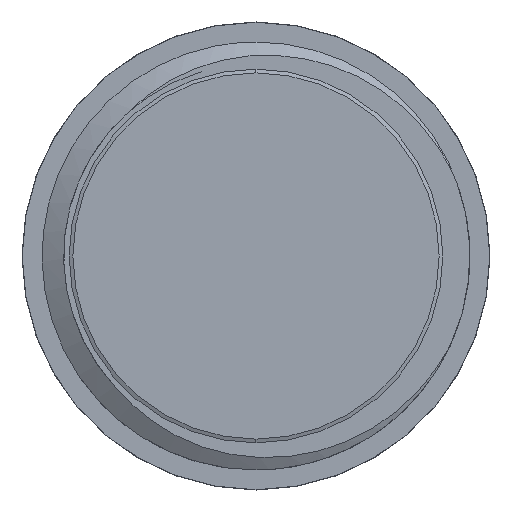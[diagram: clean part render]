
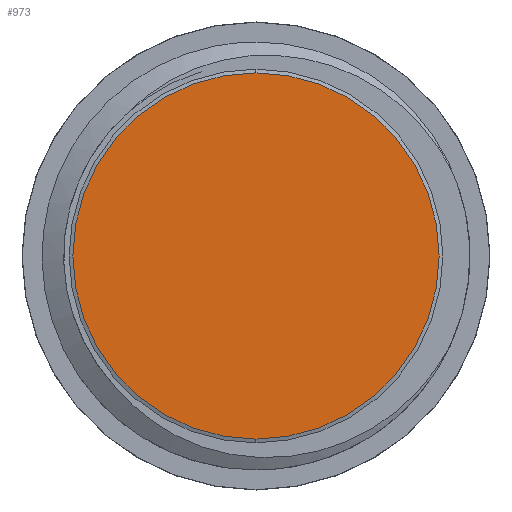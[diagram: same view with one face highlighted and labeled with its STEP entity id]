
A CAD part, left-side view. The second image highlights one B-rep face of the part: STEP entity #973.
In plain terms, the highlighted planar face has unit normal (-1, 0, 0).
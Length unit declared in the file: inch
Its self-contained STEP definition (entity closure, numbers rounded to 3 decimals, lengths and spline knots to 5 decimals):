
#142 = CIRCLE ( 'NONE', #7009, 0.26961 ) ;
#336 = EDGE_CURVE ( 'Defeatured_0_34+Defeatured_0_45+Defeatured_0_45+Defeatured_0_45', #837, #2589, #5374, .T. ) ;
#359 = CARTESIAN_POINT ( 'NONE',  ( -0.36205, 0.65851, 1.43914 ) ) ;
#502 = PLANE ( 'NONE',  #1293 ) ;
#837 = VERTEX_POINT ( 'NONE', #359 ) ;
#857 = CARTESIAN_POINT ( 'NONE',  ( -0.36205, 0.65851, 1.16954 ) ) ;
#948 = CARTESIAN_POINT ( 'NONE',  ( -0.36205, 0.65851, 1.16954 ) ) ;
#973 = ADVANCED_FACE ( 'Defeatured_0_34', ( #5609 ), #502, .F. ) ;
#1293 = AXIS2_PLACEMENT_3D ( 'NONE', #4938, #6150, #5496 ) ;
#1337 = EDGE_CURVE ( 'Defeatured_0_34+Defeatured_0_45+Defeatured_0_45+Defeatured_0_45', #2589, #837, #142, .T. ) ;
#2589 = VERTEX_POINT ( 'NONE', #3284 ) ;
#2850 = EDGE_LOOP ( 'NONE', ( #4307, #7021 ) ) ;
#3161 = DIRECTION ( 'NONE',  ( 0., 0., -1. ) ) ;
#3284 = CARTESIAN_POINT ( 'NONE',  ( -0.36205, 0.65851, 0.89993 ) ) ;
#4307 = ORIENTED_EDGE ( 'NONE', *, *, #1337, .T. ) ;
#4368 = DIRECTION ( 'NONE',  ( -1., 0., 0. ) ) ;
#4549 = AXIS2_PLACEMENT_3D ( 'NONE', #857, #4368, #3161 ) ;
#4938 = CARTESIAN_POINT ( 'NONE',  ( -0.36205, 0.85851, 1.16954 ) ) ;
#5374 = CIRCLE ( 'NONE', #4549, 0.26961 ) ;
#5496 = DIRECTION ( 'NONE',  ( 0., 0., -1. ) ) ;
#5609 = FACE_OUTER_BOUND ( 'NONE', #2850, .T. ) ;
#6150 = DIRECTION ( 'NONE',  ( 1., 0., 0. ) ) ;
#6735 = DIRECTION ( 'NONE',  ( -1., 0., 0. ) ) ;
#7009 = AXIS2_PLACEMENT_3D ( 'NONE', #948, #6735, #7303 ) ;
#7021 = ORIENTED_EDGE ( 'NONE', *, *, #336, .T. ) ;
#7303 = DIRECTION ( 'NONE',  ( 0., 0., -1. ) ) ;
